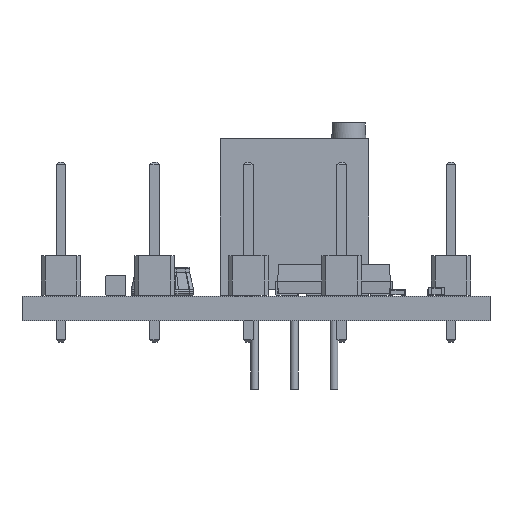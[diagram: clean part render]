
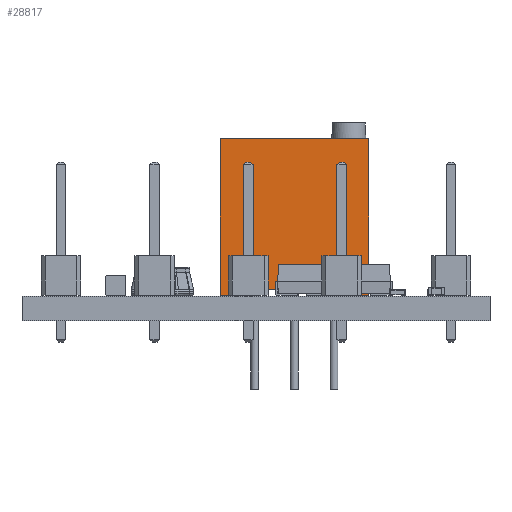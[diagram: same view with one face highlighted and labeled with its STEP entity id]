
A CAD part, front view. The second image highlights one B-rep face of the part: STEP entity #28817.
In plain terms, the highlighted planar face has unit normal (0, -1, 0).
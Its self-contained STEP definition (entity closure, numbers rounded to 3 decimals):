
#27421 = PLANE('',#27422);
#27422 = AXIS2_PLACEMENT_3D('',#27423,#27424,#27425);
#27423 = CARTESIAN_POINT('',(-2.54,-0.052,10.03));
#27424 = DIRECTION('',(0.,0.,1.));
#27425 = DIRECTION('',(0.,1.,0.));
#27505 = PLANE('',#27506);
#27506 = AXIS2_PLACEMENT_3D('',#27507,#27508,#27509);
#27507 = CARTESIAN_POINT('',(-7.305,-0.05,5.015));
#27508 = DIRECTION('',(-1.,0.,0.));
#27509 = DIRECTION('',(0.,1.,0.));
#27561 = PLANE('',#27562);
#27562 = AXIS2_PLACEMENT_3D('',#27563,#27564,#27565);
#27563 = CARTESIAN_POINT('',(-6.605,2.41,1.));
#27564 = DIRECTION('',(1.,0.,0.));
#27565 = DIRECTION('',(0.,-1.,0.));
#27589 = PLANE('',#27590);
#27590 = AXIS2_PLACEMENT_3D('',#27591,#27592,#27593);
#27591 = CARTESIAN_POINT('',(-7.305,2.03,0.38));
#27592 = DIRECTION('',(0.,0.,-1.));
#27593 = DIRECTION('',(0.,-1.,0.));
#27617 = PLANE('',#27618);
#27618 = AXIS2_PLACEMENT_3D('',#27619,#27620,#27621);
#27619 = CARTESIAN_POINT('',(1.525,2.41,1.));
#27620 = DIRECTION('',(1.,0.,0.));
#27621 = DIRECTION('',(0.,-1.,0.));
#27673 = PLANE('',#27674);
#27674 = AXIS2_PLACEMENT_3D('',#27675,#27676,#27677);
#27675 = CARTESIAN_POINT('',(2.225,-0.05,5.015));
#27676 = DIRECTION('',(1.,0.,0.));
#27677 = DIRECTION('',(0.,-1.,0.));
#27742 = EDGE_CURVE('',#27743,#27745,#27747,.T.);
#27743 = VERTEX_POINT('',#27744);
#27744 = CARTESIAN_POINT('',(-7.305,-2.42,10.03));
#27745 = VERTEX_POINT('',#27746);
#27746 = CARTESIAN_POINT('',(2.225,-2.42,10.03));
#27747 = SURFACE_CURVE('',#27748,(#27752,#27759),.PCURVE_S1.);
#27748 = LINE('',#27749,#27750);
#27749 = CARTESIAN_POINT('',(-7.305,-2.42,10.03));
#27750 = VECTOR('',#27751,1.);
#27751 = DIRECTION('',(1.,0.,0.));
#27752 = PCURVE('',#27421,#27753);
#27753 = DEFINITIONAL_REPRESENTATION('',(#27754),#27758);
#27754 = LINE('',#27755,#27756);
#27755 = CARTESIAN_POINT('',(-2.368,4.765));
#27756 = VECTOR('',#27757,1.);
#27757 = DIRECTION('',(0.,-1.));
#27758 = ( GEOMETRIC_REPRESENTATION_CONTEXT(2) 
PARAMETRIC_REPRESENTATION_CONTEXT() REPRESENTATION_CONTEXT('2D SPACE',''
  ) );
#27759 = PCURVE('',#27760,#27765);
#27760 = PLANE('',#27761);
#27761 = AXIS2_PLACEMENT_3D('',#27762,#27763,#27764);
#27762 = CARTESIAN_POINT('',(-2.54,-2.42,5.001));
#27763 = DIRECTION('',(0.,-1.,0.));
#27764 = DIRECTION('',(1.,0.,0.));
#27765 = DEFINITIONAL_REPRESENTATION('',(#27766),#27770);
#27766 = LINE('',#27767,#27768);
#27767 = CARTESIAN_POINT('',(-4.765,5.029));
#27768 = VECTOR('',#27769,1.);
#27769 = DIRECTION('',(1.,0.));
#27770 = ( GEOMETRIC_REPRESENTATION_CONTEXT(2) 
PARAMETRIC_REPRESENTATION_CONTEXT() REPRESENTATION_CONTEXT('2D SPACE',''
  ) );
#28073 = EDGE_CURVE('',#27745,#28074,#28076,.T.);
#28074 = VERTEX_POINT('',#28075);
#28075 = CARTESIAN_POINT('',(2.225,-2.42,0.));
#28076 = SURFACE_CURVE('',#28077,(#28081,#28088),.PCURVE_S1.);
#28077 = LINE('',#28078,#28079);
#28078 = CARTESIAN_POINT('',(2.225,-2.42,1.));
#28079 = VECTOR('',#28080,1.);
#28080 = DIRECTION('',(0.,0.,-1.));
#28081 = PCURVE('',#27673,#28082);
#28082 = DEFINITIONAL_REPRESENTATION('',(#28083),#28087);
#28083 = LINE('',#28084,#28085);
#28084 = CARTESIAN_POINT('',(2.37,4.015));
#28085 = VECTOR('',#28086,1.);
#28086 = DIRECTION('',(0.,1.));
#28087 = ( GEOMETRIC_REPRESENTATION_CONTEXT(2) 
PARAMETRIC_REPRESENTATION_CONTEXT() REPRESENTATION_CONTEXT('2D SPACE',''
  ) );
#28088 = PCURVE('',#27760,#28089);
#28089 = DEFINITIONAL_REPRESENTATION('',(#28090),#28094);
#28090 = LINE('',#28091,#28092);
#28091 = CARTESIAN_POINT('',(4.765,-4.001));
#28092 = VECTOR('',#28093,1.);
#28093 = DIRECTION('',(0.,-1.));
#28094 = ( GEOMETRIC_REPRESENTATION_CONTEXT(2) 
PARAMETRIC_REPRESENTATION_CONTEXT() REPRESENTATION_CONTEXT('2D SPACE',''
  ) );
#28112 = PLANE('',#28113);
#28113 = AXIS2_PLACEMENT_3D('',#28114,#28115,#28116);
#28114 = CARTESIAN_POINT('',(1.525,2.41,0.));
#28115 = DIRECTION('',(0.,0.,-1.));
#28116 = DIRECTION('',(0.,-1.,0.));
#28228 = VERTEX_POINT('',#28229);
#28229 = CARTESIAN_POINT('',(1.525,-2.42,0.));
#28274 = VERTEX_POINT('',#28275);
#28275 = CARTESIAN_POINT('',(1.525,-2.42,0.38));
#28296 = EDGE_CURVE('',#28274,#28228,#28297,.T.);
#28297 = SURFACE_CURVE('',#28298,(#28302,#28309),.PCURVE_S1.);
#28298 = LINE('',#28299,#28300);
#28299 = CARTESIAN_POINT('',(1.525,-2.42,1.));
#28300 = VECTOR('',#28301,1.);
#28301 = DIRECTION('',(0.,0.,-1.));
#28302 = PCURVE('',#27617,#28303);
#28303 = DEFINITIONAL_REPRESENTATION('',(#28304),#28308);
#28304 = LINE('',#28305,#28306);
#28305 = CARTESIAN_POINT('',(4.83,0.));
#28306 = VECTOR('',#28307,1.);
#28307 = DIRECTION('',(0.,1.));
#28308 = ( GEOMETRIC_REPRESENTATION_CONTEXT(2) 
PARAMETRIC_REPRESENTATION_CONTEXT() REPRESENTATION_CONTEXT('2D SPACE',''
  ) );
#28309 = PCURVE('',#27760,#28310);
#28310 = DEFINITIONAL_REPRESENTATION('',(#28311),#28315);
#28311 = LINE('',#28312,#28313);
#28312 = CARTESIAN_POINT('',(4.065,-4.001));
#28313 = VECTOR('',#28314,1.);
#28314 = DIRECTION('',(0.,-1.));
#28315 = ( GEOMETRIC_REPRESENTATION_CONTEXT(2) 
PARAMETRIC_REPRESENTATION_CONTEXT() REPRESENTATION_CONTEXT('2D SPACE',''
  ) );
#28320 = EDGE_CURVE('',#28321,#28274,#28323,.T.);
#28321 = VERTEX_POINT('',#28322);
#28322 = CARTESIAN_POINT('',(-6.605,-2.42,0.38));
#28323 = SURFACE_CURVE('',#28324,(#28328,#28335),.PCURVE_S1.);
#28324 = LINE('',#28325,#28326);
#28325 = CARTESIAN_POINT('',(-7.305,-2.42,0.38));
#28326 = VECTOR('',#28327,1.);
#28327 = DIRECTION('',(1.,0.,0.));
#28328 = PCURVE('',#27589,#28329);
#28329 = DEFINITIONAL_REPRESENTATION('',(#28330),#28334);
#28330 = LINE('',#28331,#28332);
#28331 = CARTESIAN_POINT('',(4.45,0.));
#28332 = VECTOR('',#28333,1.);
#28333 = DIRECTION('',(0.,-1.));
#28334 = ( GEOMETRIC_REPRESENTATION_CONTEXT(2) 
PARAMETRIC_REPRESENTATION_CONTEXT() REPRESENTATION_CONTEXT('2D SPACE',''
  ) );
#28335 = PCURVE('',#27760,#28336);
#28336 = DEFINITIONAL_REPRESENTATION('',(#28337),#28341);
#28337 = LINE('',#28338,#28339);
#28338 = CARTESIAN_POINT('',(-4.765,-4.621));
#28339 = VECTOR('',#28340,1.);
#28340 = DIRECTION('',(1.,0.));
#28341 = ( GEOMETRIC_REPRESENTATION_CONTEXT(2) 
PARAMETRIC_REPRESENTATION_CONTEXT() REPRESENTATION_CONTEXT('2D SPACE',''
  ) );
#28477 = VERTEX_POINT('',#28478);
#28478 = CARTESIAN_POINT('',(-6.605,-2.42,0.));
#28492 = PLANE('',#28493);
#28493 = AXIS2_PLACEMENT_3D('',#28494,#28495,#28496);
#28494 = CARTESIAN_POINT('',(-7.305,2.41,0.));
#28495 = DIRECTION('',(0.,0.,-1.));
#28496 = DIRECTION('',(0.,-1.,0.));
#28555 = EDGE_CURVE('',#28321,#28477,#28556,.T.);
#28556 = SURFACE_CURVE('',#28557,(#28561,#28568),.PCURVE_S1.);
#28557 = LINE('',#28558,#28559);
#28558 = CARTESIAN_POINT('',(-6.605,-2.42,1.));
#28559 = VECTOR('',#28560,1.);
#28560 = DIRECTION('',(0.,0.,-1.));
#28561 = PCURVE('',#27561,#28562);
#28562 = DEFINITIONAL_REPRESENTATION('',(#28563),#28567);
#28563 = LINE('',#28564,#28565);
#28564 = CARTESIAN_POINT('',(4.83,0.));
#28565 = VECTOR('',#28566,1.);
#28566 = DIRECTION('',(0.,1.));
#28567 = ( GEOMETRIC_REPRESENTATION_CONTEXT(2) 
PARAMETRIC_REPRESENTATION_CONTEXT() REPRESENTATION_CONTEXT('2D SPACE',''
  ) );
#28568 = PCURVE('',#27760,#28569);
#28569 = DEFINITIONAL_REPRESENTATION('',(#28570),#28574);
#28570 = LINE('',#28571,#28572);
#28571 = CARTESIAN_POINT('',(-4.065,-4.001));
#28572 = VECTOR('',#28573,1.);
#28573 = DIRECTION('',(0.,-1.));
#28574 = ( GEOMETRIC_REPRESENTATION_CONTEXT(2) 
PARAMETRIC_REPRESENTATION_CONTEXT() REPRESENTATION_CONTEXT('2D SPACE',''
  ) );
#28699 = VERTEX_POINT('',#28700);
#28700 = CARTESIAN_POINT('',(-7.305,-2.42,0.));
#28721 = EDGE_CURVE('',#27743,#28699,#28722,.T.);
#28722 = SURFACE_CURVE('',#28723,(#28727,#28734),.PCURVE_S1.);
#28723 = LINE('',#28724,#28725);
#28724 = CARTESIAN_POINT('',(-7.305,-2.42,1.));
#28725 = VECTOR('',#28726,1.);
#28726 = DIRECTION('',(0.,0.,-1.));
#28727 = PCURVE('',#27505,#28728);
#28728 = DEFINITIONAL_REPRESENTATION('',(#28729),#28733);
#28729 = LINE('',#28730,#28731);
#28730 = CARTESIAN_POINT('',(-2.37,4.015));
#28731 = VECTOR('',#28732,1.);
#28732 = DIRECTION('',(0.,1.));
#28733 = ( GEOMETRIC_REPRESENTATION_CONTEXT(2) 
PARAMETRIC_REPRESENTATION_CONTEXT() REPRESENTATION_CONTEXT('2D SPACE',''
  ) );
#28734 = PCURVE('',#27760,#28735);
#28735 = DEFINITIONAL_REPRESENTATION('',(#28736),#28740);
#28736 = LINE('',#28737,#28738);
#28737 = CARTESIAN_POINT('',(-4.765,-4.001));
#28738 = VECTOR('',#28739,1.);
#28739 = DIRECTION('',(0.,-1.));
#28740 = ( GEOMETRIC_REPRESENTATION_CONTEXT(2) 
PARAMETRIC_REPRESENTATION_CONTEXT() REPRESENTATION_CONTEXT('2D SPACE',''
  ) );
#28817 = ADVANCED_FACE('',(#28818),#27760,.T.);
#28818 = FACE_BOUND('',#28819,.T.);
#28819 = EDGE_LOOP('',(#28820,#28821,#28822,#28843,#28844,#28845,#28846,
    #28867));
#28820 = ORIENTED_EDGE('',*,*,#27742,.F.);
#28821 = ORIENTED_EDGE('',*,*,#28721,.T.);
#28822 = ORIENTED_EDGE('',*,*,#28823,.T.);
#28823 = EDGE_CURVE('',#28699,#28477,#28824,.T.);
#28824 = SURFACE_CURVE('',#28825,(#28829,#28836),.PCURVE_S1.);
#28825 = LINE('',#28826,#28827);
#28826 = CARTESIAN_POINT('',(-7.305,-2.42,0.));
#28827 = VECTOR('',#28828,1.);
#28828 = DIRECTION('',(1.,0.,0.));
#28829 = PCURVE('',#27760,#28830);
#28830 = DEFINITIONAL_REPRESENTATION('',(#28831),#28835);
#28831 = LINE('',#28832,#28833);
#28832 = CARTESIAN_POINT('',(-4.765,-5.001));
#28833 = VECTOR('',#28834,1.);
#28834 = DIRECTION('',(1.,0.));
#28835 = ( GEOMETRIC_REPRESENTATION_CONTEXT(2) 
PARAMETRIC_REPRESENTATION_CONTEXT() REPRESENTATION_CONTEXT('2D SPACE',''
  ) );
#28836 = PCURVE('',#28492,#28837);
#28837 = DEFINITIONAL_REPRESENTATION('',(#28838),#28842);
#28838 = LINE('',#28839,#28840);
#28839 = CARTESIAN_POINT('',(4.83,0.));
#28840 = VECTOR('',#28841,1.);
#28841 = DIRECTION('',(0.,-1.));
#28842 = ( GEOMETRIC_REPRESENTATION_CONTEXT(2) 
PARAMETRIC_REPRESENTATION_CONTEXT() REPRESENTATION_CONTEXT('2D SPACE',''
  ) );
#28843 = ORIENTED_EDGE('',*,*,#28555,.F.);
#28844 = ORIENTED_EDGE('',*,*,#28320,.T.);
#28845 = ORIENTED_EDGE('',*,*,#28296,.T.);
#28846 = ORIENTED_EDGE('',*,*,#28847,.T.);
#28847 = EDGE_CURVE('',#28228,#28074,#28848,.T.);
#28848 = SURFACE_CURVE('',#28849,(#28853,#28860),.PCURVE_S1.);
#28849 = LINE('',#28850,#28851);
#28850 = CARTESIAN_POINT('',(1.525,-2.42,0.));
#28851 = VECTOR('',#28852,1.);
#28852 = DIRECTION('',(1.,0.,0.));
#28853 = PCURVE('',#27760,#28854);
#28854 = DEFINITIONAL_REPRESENTATION('',(#28855),#28859);
#28855 = LINE('',#28856,#28857);
#28856 = CARTESIAN_POINT('',(4.065,-5.001));
#28857 = VECTOR('',#28858,1.);
#28858 = DIRECTION('',(1.,0.));
#28859 = ( GEOMETRIC_REPRESENTATION_CONTEXT(2) 
PARAMETRIC_REPRESENTATION_CONTEXT() REPRESENTATION_CONTEXT('2D SPACE',''
  ) );
#28860 = PCURVE('',#28112,#28861);
#28861 = DEFINITIONAL_REPRESENTATION('',(#28862),#28866);
#28862 = LINE('',#28863,#28864);
#28863 = CARTESIAN_POINT('',(4.83,0.));
#28864 = VECTOR('',#28865,1.);
#28865 = DIRECTION('',(0.,-1.));
#28866 = ( GEOMETRIC_REPRESENTATION_CONTEXT(2) 
PARAMETRIC_REPRESENTATION_CONTEXT() REPRESENTATION_CONTEXT('2D SPACE',''
  ) );
#28867 = ORIENTED_EDGE('',*,*,#28073,.F.);
